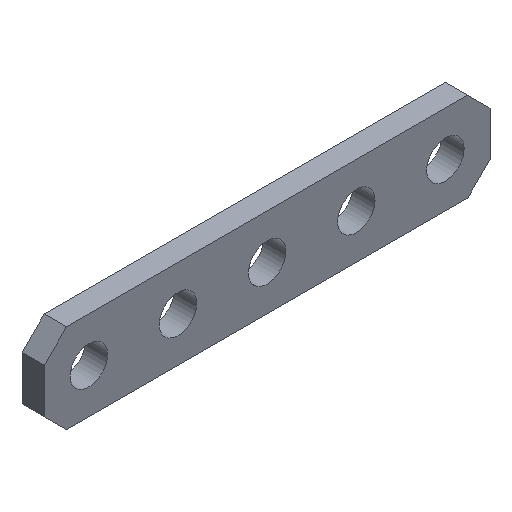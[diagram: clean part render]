
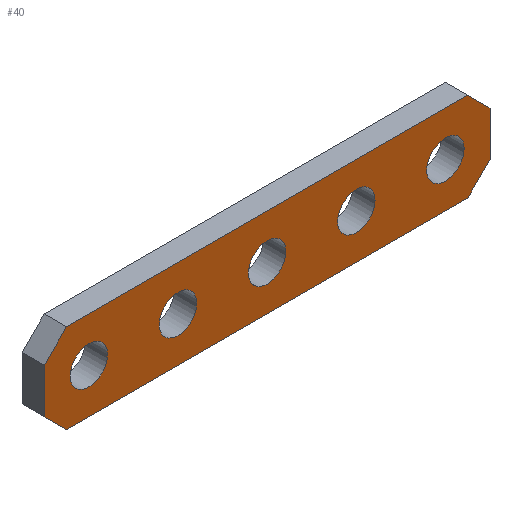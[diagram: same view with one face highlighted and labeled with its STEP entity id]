
A CAD part, isometric view. The second image highlights one B-rep face of the part: STEP entity #40.
In plain terms, the highlighted planar face has unit normal (0, -1, 0).
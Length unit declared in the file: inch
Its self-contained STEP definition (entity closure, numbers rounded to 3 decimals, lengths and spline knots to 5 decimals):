
#2 = DIRECTION ( 'NONE',  ( 1., 0., 0. ) ) ;
#4 = ORIENTED_EDGE ( 'NONE', *, *, #460, .F. ) ;
#10 = VECTOR ( 'NONE', #286, 39.37008 ) ;
#23 = VERTEX_POINT ( 'NONE', #382 ) ;
#36 = EDGE_CURVE ( 'NONE', #507, #507, #266, .T. ) ;
#37 = EDGE_LOOP ( 'NONE', ( #100 ) ) ;
#40 = ADVANCED_FACE ( 'NONE', ( #274, #270, #275, #282, #454, #179 ), #365, .F. ) ;
#46 = ORIENTED_EDGE ( 'NONE', *, *, #426, .T. ) ;
#52 = DIRECTION ( 'NONE',  ( 0., -1., 0. ) ) ;
#54 = ORIENTED_EDGE ( 'NONE', *, *, #509, .T. ) ;
#58 = ORIENTED_EDGE ( 'NONE', *, *, #36, .T. ) ;
#63 = ORIENTED_EDGE ( 'NONE', *, *, #437, .T. ) ;
#68 = ORIENTED_EDGE ( 'NONE', *, *, #110, .F. ) ;
#71 = ORIENTED_EDGE ( 'NONE', *, *, #425, .T. ) ;
#76 = ORIENTED_EDGE ( 'NONE', *, *, #472, .T. ) ;
#79 = VERTEX_POINT ( 'NONE', #346 ) ;
#80 = ORIENTED_EDGE ( 'NONE', *, *, #495, .F. ) ;
#83 = AXIS2_PLACEMENT_3D ( 'NONE', #292, #291, #288 ) ;
#98 = ORIENTED_EDGE ( 'NONE', *, *, #144, .T. ) ;
#100 = ORIENTED_EDGE ( 'NONE', *, *, #450, .F. ) ;
#102 = ORIENTED_EDGE ( 'NONE', *, *, #164, .T. ) ;
#110 = EDGE_CURVE ( 'NONE', #137, #140, #211, .T. ) ;
#113 = VERTEX_POINT ( 'NONE', #342 ) ;
#121 = VERTEX_POINT ( 'NONE', #332 ) ;
#125 = EDGE_LOOP ( 'NONE', ( #98 ) ) ;
#130 = EDGE_LOOP ( 'NONE', ( #4 ) ) ;
#137 = VERTEX_POINT ( 'NONE', #327 ) ;
#138 = EDGE_LOOP ( 'NONE', ( #80, #54, #63, #311, #71, #46, #68, #76 ) ) ;
#140 = VERTEX_POINT ( 'NONE', #325 ) ;
#144 = EDGE_CURVE ( 'NONE', #350, #350, #160, .T. ) ;
#158 = AXIS2_PLACEMENT_3D ( 'NONE', #379, #52, #406 ) ;
#159 = LINE ( 'NONE', #296, #10 ) ;
#160 = CIRCLE ( 'NONE', #493, 0.105 ) ;
#162 = CARTESIAN_POINT ( 'NONE',  ( 0.125, 0., 0. ) ) ;
#164 = EDGE_CURVE ( 'NONE', #492, #492, #212, .T. ) ;
#168 = AXIS2_PLACEMENT_3D ( 'NONE', #364, #363, #362 ) ;
#169 = EDGE_CURVE ( 'NONE', #79, #243, #159, .T. ) ;
#170 = AXIS2_PLACEMENT_3D ( 'NONE', #174, #171, #459 ) ;
#171 = DIRECTION ( 'NONE',  ( 0., -1., 0. ) ) ;
#174 = CARTESIAN_POINT ( 'NONE',  ( 2.25, 0., -0.25 ) ) ;
#178 = CARTESIAN_POINT ( 'NONE',  ( 2.5, 0., -0.125 ) ) ;
#179 = FACE_BOUND ( 'NONE', #130, .T. ) ;
#185 = CARTESIAN_POINT ( 'NONE',  ( 1.75, 0., -0.145 ) ) ;
#186 = CARTESIAN_POINT ( 'NONE',  ( 0.75, 0., -0.145 ) ) ;
#189 = EDGE_LOOP ( 'NONE', ( #58 ) ) ;
#211 = LINE ( 'NONE', #348, #405 ) ;
#212 = CIRCLE ( 'NONE', #83, 0.105 ) ;
#213 = DIRECTION ( 'NONE',  ( -0.707, 0., 0.707 ) ) ;
#225 = CARTESIAN_POINT ( 'NONE',  ( 0., 0., -0.125 ) ) ;
#228 = CARTESIAN_POINT ( 'NONE',  ( 0.125, 0., -0.5 ) ) ;
#237 = EDGE_LOOP ( 'NONE', ( #102 ) ) ;
#243 = VERTEX_POINT ( 'NONE', #228 ) ;
#248 = VERTEX_POINT ( 'NONE', #225 ) ;
#266 = CIRCLE ( 'NONE', #168, 0.105 ) ;
#270 = FACE_BOUND ( 'NONE', #37, .T. ) ;
#272 = VECTOR ( 'NONE', #475, 39.37008 ) ;
#274 = FACE_BOUND ( 'NONE', #125, .T. ) ;
#275 = FACE_BOUND ( 'NONE', #237, .T. ) ;
#282 = FACE_BOUND ( 'NONE', #189, .T. ) ;
#286 = DIRECTION ( 'NONE',  ( 0.707, 0., -0.707 ) ) ;
#287 = VERTEX_POINT ( 'NONE', #185 ) ;
#288 = DIRECTION ( 'NONE',  ( 0., 0., 1. ) ) ;
#289 = LINE ( 'NONE', #416, #432 ) ;
#291 = DIRECTION ( 'NONE',  ( 0., 1., 0. ) ) ;
#292 = CARTESIAN_POINT ( 'NONE',  ( 0.25, 0., -0.25 ) ) ;
#296 = CARTESIAN_POINT ( 'NONE',  ( 0., 0., -0.375 ) ) ;
#311 = ORIENTED_EDGE ( 'NONE', *, *, #169, .T. ) ;
#313 = DIRECTION ( 'NONE',  ( 0., 0., 1. ) ) ;
#314 = DIRECTION ( 'NONE',  ( 0., 1., 0. ) ) ;
#318 = CARTESIAN_POINT ( 'NONE',  ( 0.25, 0., -0.145 ) ) ;
#319 = CARTESIAN_POINT ( 'NONE',  ( 1.25, 0., -0.25 ) ) ;
#325 = CARTESIAN_POINT ( 'NONE',  ( 2.5, 0., -0.375 ) ) ;
#327 = CARTESIAN_POINT ( 'NONE',  ( 2.5, 0., -0.125 ) ) ;
#332 = CARTESIAN_POINT ( 'NONE',  ( 2.375, 0., 0. ) ) ;
#342 = CARTESIAN_POINT ( 'NONE',  ( 2.375, 0., -0.5 ) ) ;
#343 = LINE ( 'NONE', #178, #488 ) ;
#346 = CARTESIAN_POINT ( 'NONE',  ( 0., 0., -0.375 ) ) ;
#348 = CARTESIAN_POINT ( 'NONE',  ( 2.5, 0., 0. ) ) ;
#350 = VERTEX_POINT ( 'NONE', #474 ) ;
#355 = DIRECTION ( 'NONE',  ( 0., 0., 1. ) ) ;
#357 = DIRECTION ( 'NONE',  ( 0., 1., 0. ) ) ;
#358 = DIRECTION ( 'NONE',  ( 0., 0., -1. ) ) ;
#362 = DIRECTION ( 'NONE',  ( 0., 0., 1. ) ) ;
#363 = DIRECTION ( 'NONE',  ( 0., 1., 0. ) ) ;
#364 = CARTESIAN_POINT ( 'NONE',  ( 0.75, 0., -0.25 ) ) ;
#365 = PLANE ( 'NONE',  #477 ) ;
#366 = CARTESIAN_POINT ( 'NONE',  ( 0., 0., 0. ) ) ;
#379 = CARTESIAN_POINT ( 'NONE',  ( 1.75, 0., -0.25 ) ) ;
#382 = CARTESIAN_POINT ( 'NONE',  ( 0.125, 0., 0. ) ) ;
#391 = CARTESIAN_POINT ( 'NONE',  ( 0., 0., 0. ) ) ;
#392 = DIRECTION ( 'NONE',  ( 0., 0., -1. ) ) ;
#393 = LINE ( 'NONE', #411, #473 ) ;
#395 = CARTESIAN_POINT ( 'NONE',  ( 0., 0., 0. ) ) ;
#405 = VECTOR ( 'NONE', #358, 39.37008 ) ;
#406 = DIRECTION ( 'NONE',  ( 0., 0., 1. ) ) ;
#408 = DIRECTION ( 'NONE',  ( 0.707, 0., 0.707 ) ) ;
#411 = CARTESIAN_POINT ( 'NONE',  ( 2.375, 0., -0.5 ) ) ;
#415 = DIRECTION ( 'NONE',  ( 1., 0., 0. ) ) ;
#416 = CARTESIAN_POINT ( 'NONE',  ( 0., 0., -0.5 ) ) ;
#418 = CIRCLE ( 'NONE', #170, 0.105 ) ;
#424 = CIRCLE ( 'NONE', #158, 0.105 ) ;
#425 = EDGE_CURVE ( 'NONE', #243, #113, #289, .T. ) ;
#426 = EDGE_CURVE ( 'NONE', #113, #140, #393, .T. ) ;
#429 = LINE ( 'NONE', #162, #272 ) ;
#432 = VECTOR ( 'NONE', #415, 39.37008 ) ;
#437 = EDGE_CURVE ( 'NONE', #248, #79, #512, .T. ) ;
#450 = EDGE_CURVE ( 'NONE', #499, #499, #418, .T. ) ;
#454 = FACE_OUTER_BOUND ( 'NONE', #138, .T. ) ;
#459 = DIRECTION ( 'NONE',  ( 0., 0., 1. ) ) ;
#460 = EDGE_CURVE ( 'NONE', #287, #287, #424, .T. ) ;
#472 = EDGE_CURVE ( 'NONE', #137, #121, #343, .T. ) ;
#473 = VECTOR ( 'NONE', #408, 39.37008 ) ;
#474 = CARTESIAN_POINT ( 'NONE',  ( 1.25, 0., -0.145 ) ) ;
#475 = DIRECTION ( 'NONE',  ( -0.707, 0., -0.707 ) ) ;
#477 = AXIS2_PLACEMENT_3D ( 'NONE', #366, #357, #355 ) ;
#479 = VECTOR ( 'NONE', #392, 39.37008 ) ;
#480 = LINE ( 'NONE', #391, #485 ) ;
#485 = VECTOR ( 'NONE', #2, 39.37008 ) ;
#488 = VECTOR ( 'NONE', #213, 39.37008 ) ;
#492 = VERTEX_POINT ( 'NONE', #318 ) ;
#493 = AXIS2_PLACEMENT_3D ( 'NONE', #319, #314, #313 ) ;
#495 = EDGE_CURVE ( 'NONE', #23, #121, #480, .T. ) ;
#499 = VERTEX_POINT ( 'NONE', #508 ) ;
#507 = VERTEX_POINT ( 'NONE', #186 ) ;
#508 = CARTESIAN_POINT ( 'NONE',  ( 2.25, 0., -0.145 ) ) ;
#509 = EDGE_CURVE ( 'NONE', #23, #248, #429, .T. ) ;
#512 = LINE ( 'NONE', #395, #479 ) ;
